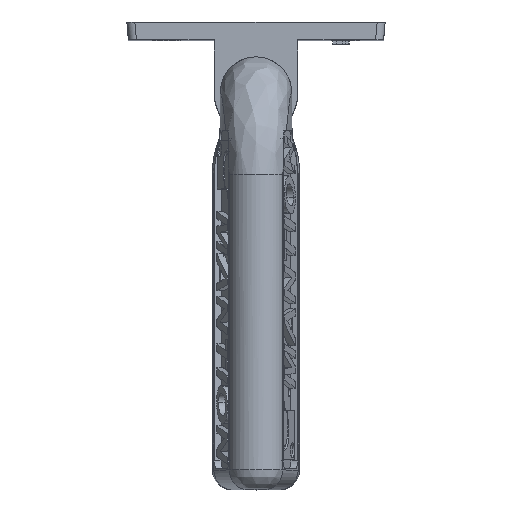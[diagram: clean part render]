
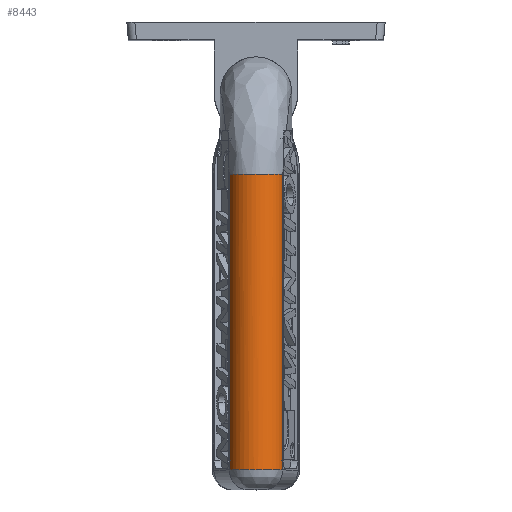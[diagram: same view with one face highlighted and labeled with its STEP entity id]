
A CAD part, top view. The second image highlights one B-rep face of the part: STEP entity #8443.
In plain terms, the highlighted cylindrical face has radius 7 mm (diameter 14 mm), a partial arc.
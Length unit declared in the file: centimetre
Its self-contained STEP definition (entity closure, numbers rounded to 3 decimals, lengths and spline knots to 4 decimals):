
#955=FACE_OUTER_BOUND('',#1466,.T.);
#1466=EDGE_LOOP('',(#7836,#7837,#7838,#7839,#7840));
#2446=LINE('',#17643,#3210);
#2472=LINE('',#17797,#3236);
#3210=VECTOR('',#10891,1.);
#3236=VECTOR('',#10965,1.);
#3370=CIRCLE('',#8982,0.7);
#3371=CIRCLE('',#8983,0.7);
#3430=CIRCLE('',#9153,0.7);
#3990=VERTEX_POINT('',#16743);
#3991=VERTEX_POINT('',#16748);
#3992=VERTEX_POINT('',#16750);
#4167=VERTEX_POINT('',#17642);
#4193=VERTEX_POINT('',#17795);
#5064=EDGE_CURVE('',#3991,#3990,#3370,.T.);
#5065=EDGE_CURVE('',#3992,#3991,#3371,.T.);
#5329=EDGE_CURVE('',#3992,#4167,#2446,.T.);
#5370=EDGE_CURVE('',#4193,#3990,#2472,.T.);
#5444=EDGE_CURVE('',#4167,#4193,#3430,.T.);
#7836=ORIENTED_EDGE('',*,*,#5065,.T.);
#7837=ORIENTED_EDGE('',*,*,#5064,.T.);
#7838=ORIENTED_EDGE('',*,*,#5370,.F.);
#7839=ORIENTED_EDGE('',*,*,#5444,.F.);
#7840=ORIENTED_EDGE('',*,*,#5329,.F.);
#8004=CYLINDRICAL_SURFACE('',#9152,0.7);
#8443=ADVANCED_FACE('',(#955),#8004,.T.);
#8982=AXIS2_PLACEMENT_3D('',#16749,#10470,#10471);
#8983=AXIS2_PLACEMENT_3D('',#16751,#10472,#10473);
#9152=AXIS2_PLACEMENT_3D('',#18701,#11060,#11061);
#9153=AXIS2_PLACEMENT_3D('',#18702,#11062,#11063);
#10470=DIRECTION('center_axis',(0.,0.,-1.));
#10471=DIRECTION('ref_axis',(0.964,0.267,0.));
#10472=DIRECTION('center_axis',(0.,0.,-1.));
#10473=DIRECTION('ref_axis',(0.964,0.267,0.));
#10891=DIRECTION('',(0.,0.,-1.));
#10965=DIRECTION('',(0.,0.,1.));
#11060=DIRECTION('center_axis',(0.,0.,-1.));
#11061=DIRECTION('ref_axis',(0.964,0.267,0.));
#11062=DIRECTION('center_axis',(0.,0.,-1.));
#11063=DIRECTION('ref_axis',(0.,1.,0.));
#16743=CARTESIAN_POINT('',(0.6747,1.2867,-2.0545));
#16748=CARTESIAN_POINT('',(0.,1.8,-2.0545));
#16749=CARTESIAN_POINT('Origin',(0.,1.1,-2.0545));
#16750=CARTESIAN_POINT('',(-0.6747,1.2867,-2.0545));
#16751=CARTESIAN_POINT('Origin',(0.,1.1,-2.0545));
#17642=CARTESIAN_POINT('',(-0.6747,1.2867,-9.5));
#17643=CARTESIAN_POINT('',(-0.6747,1.2867,0.));
#17795=CARTESIAN_POINT('',(0.6747,1.2867,-9.5));
#17797=CARTESIAN_POINT('',(0.6747,1.2867,0.));
#18701=CARTESIAN_POINT('Origin',(0.,1.1,0.));
#18702=CARTESIAN_POINT('Origin',(0.,1.1,-9.5));
